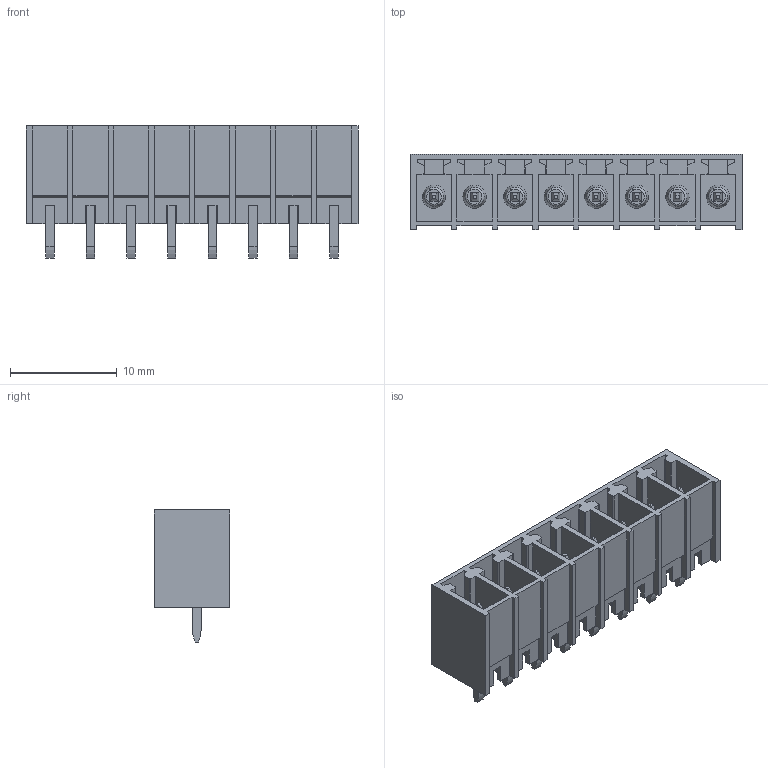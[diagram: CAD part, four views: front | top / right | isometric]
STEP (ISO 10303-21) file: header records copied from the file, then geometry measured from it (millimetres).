
FILE_DESCRIPTION(('CATIA V5 STEP Exchange','CAx-IF Rec.Pracs.--- Model Styling and Organization---1.2---2011-12-15'),'2;1');
FILE_NAME ('D1457685_0_1863240000_1863240000.stp','2018-10-13T04:09:16+00:00',('none'),('Weidmueller'),'CATIA Version 5-6 Release 2014','CATIA V5 STEP AP214','none');
FILE_SCHEMA(('AUTOMOTIVE_DESIGN { 1 0 10303 214 1 1 1 1 }'));
Length unit declared in the file: millimetre
Products named in the file (1): 1863240000
Bounding box: 31.17 x 7.07 x 12.4 mm (x, y, z)
Volume: 789.6 mm3; surface area: 2963 mm2
Topology: 9 solids, 9 shells, 540 faces, 1538 edges, 1040 vertices
Faces by surface type: plane 430, cylinder 78, torus 16, cone 16
Entity records: 16131 total; most frequent: ORIENTED_EDGE 3076, CARTESIAN_POINT 2999, DIRECTION 2090, EDGE_CURVE 1538, VECTOR 1318, LINE 1318, VERTEX_POINT 1040, EDGE_LOOP 580
